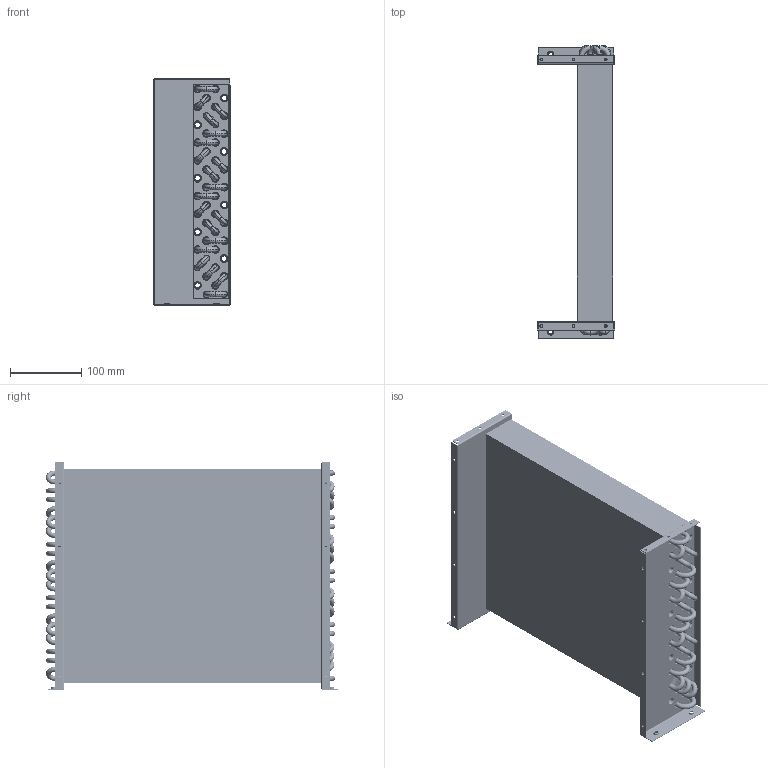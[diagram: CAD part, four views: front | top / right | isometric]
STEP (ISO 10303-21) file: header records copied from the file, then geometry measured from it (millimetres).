
FILE_DESCRIPTION((''),'2;1');
FILE_NAME('118U0156_ASM','2019-12-19T',('U371994'),('DANFOSS COMMERCIAL COMPRESSOR'),'CREO PARAMETRIC BY PTC INC, 2015480','CREO PARAMETRIC BY PTC INC, 2015480','');
FILE_SCHEMA(('CONFIG_CONTROL_DESIGN'));
Length unit declared in the file: millimetre
Products named in the file (8): 118U0156_1; 118U0156_2; 118U0156_3; 2907041821; 118U0156_4; 118U0156_5; 2907042521; 118U0156_ASM
Assembly tree (42 placements, depth 2):
  118U0156_ASM
    118U0156_1
    118U0156_2
    118U0156_3
    2907041821  x11
    118U0156_4  x8
    118U0156_5  x12
    2907042521  x8
Bounding box: 109 x 409.5 x 319 mm (x, y, z)
Volume: 4754887.3 mm3; surface area: 1598590.5 mm2
Topology: 42 solids, 42 shells, 2242 faces, 4893 edges, 2825 vertices
Faces by surface type: torus 1032, cylinder 824, plane 226, cone 160
Entity records: 43108 total; most frequent: DIRECTION 9038, CARTESIAN_POINT 6844, ORIENTED_EDGE 6690, AXIS2_PLACEMENT_3D 4175, EDGE_CURVE 3345, CIRCLE 2657, VERTEX_POINT 1981, EDGE_LOOP 1882
